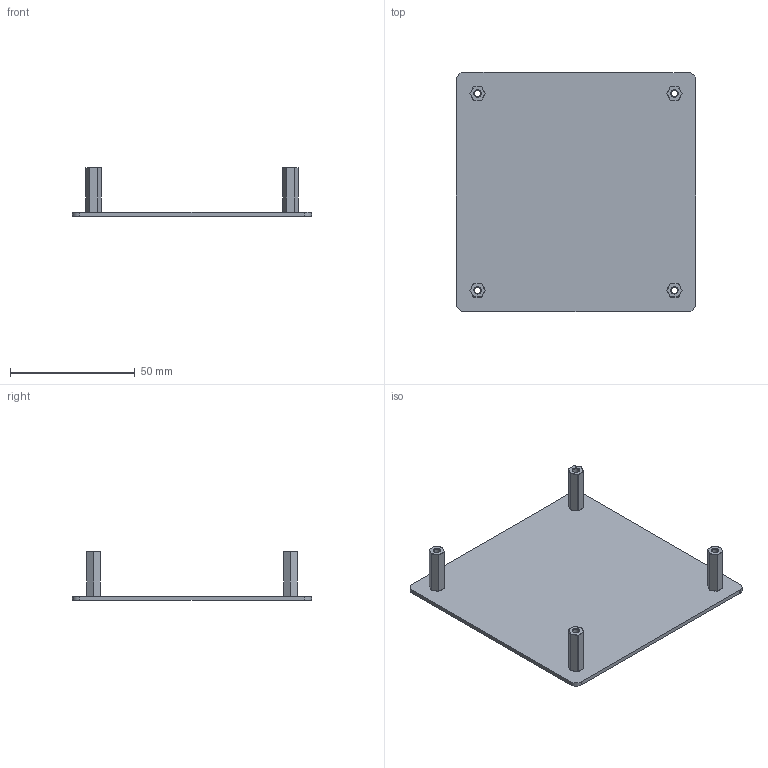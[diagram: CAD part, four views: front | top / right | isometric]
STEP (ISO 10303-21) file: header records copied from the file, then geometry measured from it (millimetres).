
FILE_DESCRIPTION(('KiCad electronic assembly'),'2;1');
FILE_NAME('localizacao_car.step','2025-04-03T21:09:46',('Pcbnew'),( 'Kicad'),'Open CASCADE STEP processor 7.6','KiCad to STEP converter' ,'Unknown');
FILE_SCHEMA(('AUTOMOTIVE_DESIGN { 1 0 10303 214 1 1 1 1 }'));
Length unit declared in the file: millimetre
Products named in the file (4): localizacao_car 1; HTSB-M3-18-5,5-1; _autosave-localizacao_car_PCB
Assembly tree (6 placements, depth 3):
  localizacao_car 1
    HTSB-M3-18-5,5-1  x4
      HTSB-M3-18-5,5-1
    _autosave-localizacao_car_PCB
Bounding box: 96 x 96 x 19.65 mm (x, y, z)
Volume: 16203.2 mm3; surface area: 21099.7 mm2
Topology: 5 solids, 5 shells, 206 faces, 452 edges, 224 vertices
Faces by surface type: cylinder 92, sphere 56, plane 42, cone 16
Full cylindrical faces by diameter (mm): 3.2 x4
Entity records: 1885 total; most frequent: DIRECTION 351, CARTESIAN_POINT 293, ORIENTED_EDGE 282, EDGE_CURVE 141, AXIS2_PLACEMENT_3D 138, VERTEX_POINT 80, FACE_BOUND 75, EDGE_LOOP 75
